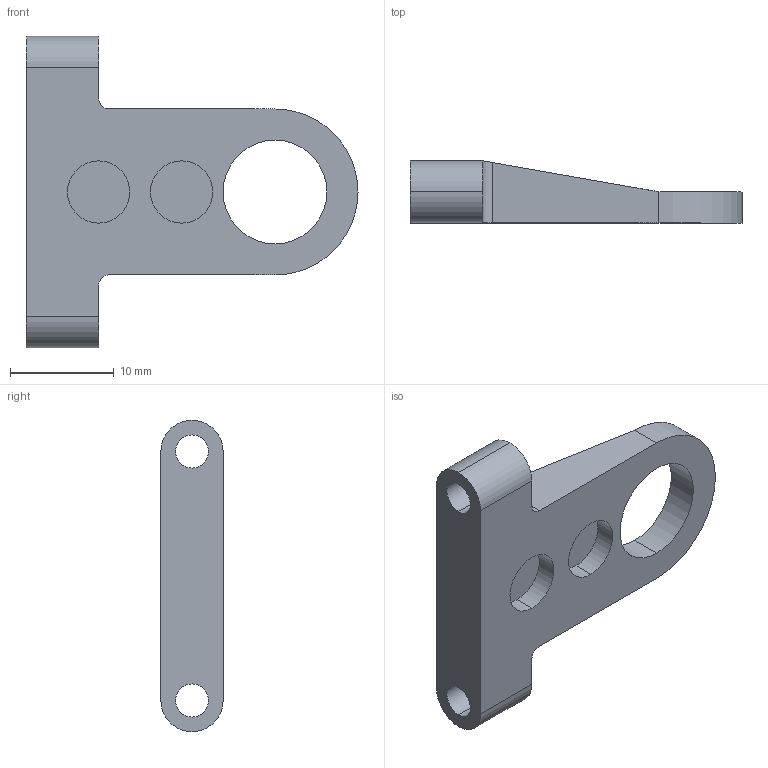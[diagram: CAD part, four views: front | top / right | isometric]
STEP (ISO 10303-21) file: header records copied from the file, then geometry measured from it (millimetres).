
FILE_DESCRIPTION (( 'STEP AP203' ), '1' );
FILE_NAME ('lever-servo.step', '2015-02-17T13:15:03', ( 'Cesar' ), ( '' ), 'SwSTEP 2.0', 'SolidWorks 2013', '' );
FILE_SCHEMA (( 'CONFIG_CONTROL_DESIGN' ));
Length unit declared in the file: millimetre
Products named in the file (1): lever-servo
Bounding box: 32 x 6 x 30 mm (x, y, z)
Volume: 1807.1 mm3; surface area: 1922.4 mm2
Topology: 1 solids, 1 shells, 38 faces, 92 edges, 60 vertices
Faces by surface type: cylinder 22, plane 16
Entity records: 1215 total; most frequent: DIRECTION 208, CARTESIAN_POINT 203, ORIENTED_EDGE 184, EDGE_CURVE 92, AXIS2_PLACEMENT_3D 81, VERTEX_POINT 60, EDGE_LOOP 48, LINE 46
